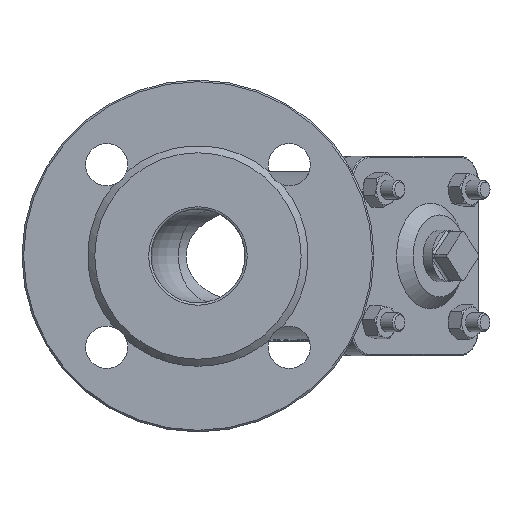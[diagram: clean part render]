
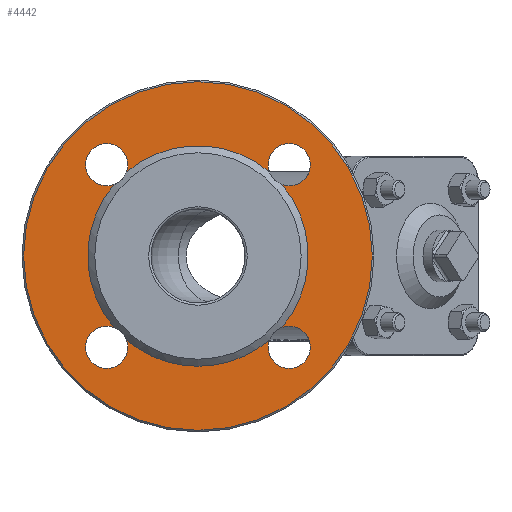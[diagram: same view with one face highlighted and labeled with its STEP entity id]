
A CAD part, left-side view. The second image highlights one B-rep face of the part: STEP entity #4442.
In plain terms, the highlighted planar face has unit normal (-1, 0, 0).
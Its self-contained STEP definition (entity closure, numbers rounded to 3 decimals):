
#140=FACE_BOUND('',#783,.T.);
#205=PLANE('',#4902);
#508=FACE_OUTER_BOUND('',#782,.T.);
#782=EDGE_LOOP('',(#3285));
#783=EDGE_LOOP('',(#3286,#3287,#3288,#3289,#3290,#3291,#3292,#3293,#3294,
#3295,#3296,#3297,#3298));
#1087=CIRCLE('',#4856,47.);
#1088=CIRCLE('',#4857,47.);
#1089=CIRCLE('',#4858,47.);
#1090=CIRCLE('',#4859,47.);
#1091=CIRCLE('',#4860,47.);
#1116=CIRCLE('',#4901,74.3);
#1117=CIRCLE('',#4903,9.);
#1118=CIRCLE('',#4904,9.);
#1119=CIRCLE('',#4905,9.);
#1120=CIRCLE('',#4906,9.);
#1121=CIRCLE('',#4907,9.);
#1122=CIRCLE('',#4908,9.);
#1123=CIRCLE('',#4909,9.);
#1124=CIRCLE('',#4910,9.);
#1895=VERTEX_POINT('',#7961);
#1896=VERTEX_POINT('',#7962);
#1897=VERTEX_POINT('',#7973);
#1898=VERTEX_POINT('',#7976);
#1899=VERTEX_POINT('',#7978);
#1900=VERTEX_POINT('',#7989);
#1901=VERTEX_POINT('',#7991);
#1902=VERTEX_POINT('',#8002);
#1903=VERTEX_POINT('',#8004);
#1932=VERTEX_POINT('',#8135);
#1933=VERTEX_POINT('',#8139);
#1934=VERTEX_POINT('',#8142);
#1935=VERTEX_POINT('',#8145);
#1936=VERTEX_POINT('',#8148);
#2379=EDGE_CURVE('',#1895,#1897,#1087,.T.);
#2381=EDGE_CURVE('',#1897,#1898,#1088,.T.);
#2383=EDGE_CURVE('',#1899,#1900,#1089,.T.);
#2385=EDGE_CURVE('',#1901,#1902,#1090,.T.);
#2387=EDGE_CURVE('',#1903,#1896,#1091,.T.);
#2427=EDGE_CURVE('',#1932,#1932,#1116,.T.);
#2429=EDGE_CURVE('',#1903,#1933,#1117,.T.);
#2430=EDGE_CURVE('',#1933,#1902,#1118,.T.);
#2431=EDGE_CURVE('',#1901,#1934,#1119,.T.);
#2432=EDGE_CURVE('',#1934,#1900,#1120,.T.);
#2433=EDGE_CURVE('',#1899,#1935,#1121,.T.);
#2434=EDGE_CURVE('',#1935,#1898,#1122,.T.);
#2435=EDGE_CURVE('',#1895,#1936,#1123,.T.);
#2436=EDGE_CURVE('',#1936,#1896,#1124,.T.);
#3285=ORIENTED_EDGE('',*,*,#2427,.F.);
#3286=ORIENTED_EDGE('',*,*,#2387,.F.);
#3287=ORIENTED_EDGE('',*,*,#2429,.T.);
#3288=ORIENTED_EDGE('',*,*,#2430,.T.);
#3289=ORIENTED_EDGE('',*,*,#2385,.F.);
#3290=ORIENTED_EDGE('',*,*,#2431,.T.);
#3291=ORIENTED_EDGE('',*,*,#2432,.T.);
#3292=ORIENTED_EDGE('',*,*,#2383,.F.);
#3293=ORIENTED_EDGE('',*,*,#2433,.T.);
#3294=ORIENTED_EDGE('',*,*,#2434,.T.);
#3295=ORIENTED_EDGE('',*,*,#2381,.F.);
#3296=ORIENTED_EDGE('',*,*,#2379,.F.);
#3297=ORIENTED_EDGE('',*,*,#2435,.T.);
#3298=ORIENTED_EDGE('',*,*,#2436,.T.);
#4442=ADVANCED_FACE('',(#508,#140),#205,.F.);
#4856=AXIS2_PLACEMENT_3D('',#7974,#5648,#5649);
#4857=AXIS2_PLACEMENT_3D('',#7977,#5651,#5652);
#4858=AXIS2_PLACEMENT_3D('',#7990,#5653,#5654);
#4859=AXIS2_PLACEMENT_3D('',#8003,#5655,#5656);
#4860=AXIS2_PLACEMENT_3D('',#8015,#5657,#5658);
#4901=AXIS2_PLACEMENT_3D('',#8136,#5750,#5751);
#4902=AXIS2_PLACEMENT_3D('',#8138,#5753,#5754);
#4903=AXIS2_PLACEMENT_3D('',#8140,#5755,#5756);
#4904=AXIS2_PLACEMENT_3D('',#8141,#5757,#5758);
#4905=AXIS2_PLACEMENT_3D('',#8143,#5759,#5760);
#4906=AXIS2_PLACEMENT_3D('',#8144,#5761,#5762);
#4907=AXIS2_PLACEMENT_3D('',#8146,#5763,#5764);
#4908=AXIS2_PLACEMENT_3D('',#8147,#5765,#5766);
#4909=AXIS2_PLACEMENT_3D('',#8149,#5767,#5768);
#4910=AXIS2_PLACEMENT_3D('',#8150,#5769,#5770);
#5648=DIRECTION('center_axis',(-1.,0.,0.));
#5649=DIRECTION('ref_axis',(0.,0.,1.));
#5651=DIRECTION('center_axis',(-1.,0.,0.));
#5652=DIRECTION('ref_axis',(0.,0.,1.));
#5653=DIRECTION('center_axis',(-1.,0.,0.));
#5654=DIRECTION('ref_axis',(0.,0.,1.));
#5655=DIRECTION('center_axis',(-1.,0.,0.));
#5656=DIRECTION('ref_axis',(0.,0.,1.));
#5657=DIRECTION('center_axis',(-1.,0.,0.));
#5658=DIRECTION('ref_axis',(0.,0.,1.));
#5750=DIRECTION('center_axis',(1.,0.,0.));
#5751=DIRECTION('ref_axis',(0.,1.,0.));
#5753=DIRECTION('center_axis',(1.,0.,0.));
#5754=DIRECTION('ref_axis',(0.,0.,-1.));
#5755=DIRECTION('center_axis',(1.,0.,0.));
#5756=DIRECTION('ref_axis',(0.,-1.,0.));
#5757=DIRECTION('center_axis',(1.,0.,0.));
#5758=DIRECTION('ref_axis',(0.,-1.,0.));
#5759=DIRECTION('center_axis',(1.,0.,0.));
#5760=DIRECTION('ref_axis',(0.,-1.,0.));
#5761=DIRECTION('center_axis',(1.,0.,0.));
#5762=DIRECTION('ref_axis',(0.,-1.,0.));
#5763=DIRECTION('center_axis',(1.,0.,0.));
#5764=DIRECTION('ref_axis',(0.,-1.,0.));
#5765=DIRECTION('center_axis',(1.,0.,0.));
#5766=DIRECTION('ref_axis',(0.,-1.,0.));
#5767=DIRECTION('center_axis',(1.,0.,0.));
#5768=DIRECTION('ref_axis',(0.,-1.,0.));
#5769=DIRECTION('center_axis',(1.,0.,0.));
#5770=DIRECTION('ref_axis',(0.,-1.,0.));
#7961=CARTESIAN_POINT('',(-179.,30.432,-35.818));
#7962=CARTESIAN_POINT('',(-179.,35.818,-30.432));
#7973=CARTESIAN_POINT('',(-179.,0.,-47.));
#7974=CARTESIAN_POINT('Origin',(-179.,0.,0.));
#7976=CARTESIAN_POINT('',(-179.,-30.432,-35.818));
#7977=CARTESIAN_POINT('Origin',(-179.,0.,0.));
#7978=CARTESIAN_POINT('',(-179.,-35.818,-30.432));
#7989=CARTESIAN_POINT('',(-179.,-35.818,30.432));
#7990=CARTESIAN_POINT('Origin',(-179.,0.,0.));
#7991=CARTESIAN_POINT('',(-179.,-30.432,35.818));
#8002=CARTESIAN_POINT('',(-179.,30.432,35.818));
#8003=CARTESIAN_POINT('Origin',(-179.,0.,0.));
#8004=CARTESIAN_POINT('',(-179.,35.818,30.432));
#8015=CARTESIAN_POINT('Origin',(-179.,0.,0.));
#8135=CARTESIAN_POINT('',(-179.,-74.3,0.));
#8136=CARTESIAN_POINT('Origin',(-179.,0.,0.));
#8138=CARTESIAN_POINT('Origin',(-179.,0.,0.));
#8139=CARTESIAN_POINT('',(-179.,47.891,38.891));
#8140=CARTESIAN_POINT('Origin',(-179.,38.891,38.891));
#8141=CARTESIAN_POINT('Origin',(-179.,38.891,38.891));
#8142=CARTESIAN_POINT('',(-179.,-29.891,38.891));
#8143=CARTESIAN_POINT('Origin',(-179.,-38.891,38.891));
#8144=CARTESIAN_POINT('Origin',(-179.,-38.891,38.891));
#8145=CARTESIAN_POINT('',(-179.,-29.891,-38.891));
#8146=CARTESIAN_POINT('Origin',(-179.,-38.891,-38.891));
#8147=CARTESIAN_POINT('Origin',(-179.,-38.891,-38.891));
#8148=CARTESIAN_POINT('',(-179.,47.891,-38.891));
#8149=CARTESIAN_POINT('Origin',(-179.,38.891,-38.891));
#8150=CARTESIAN_POINT('Origin',(-179.,38.891,-38.891));
